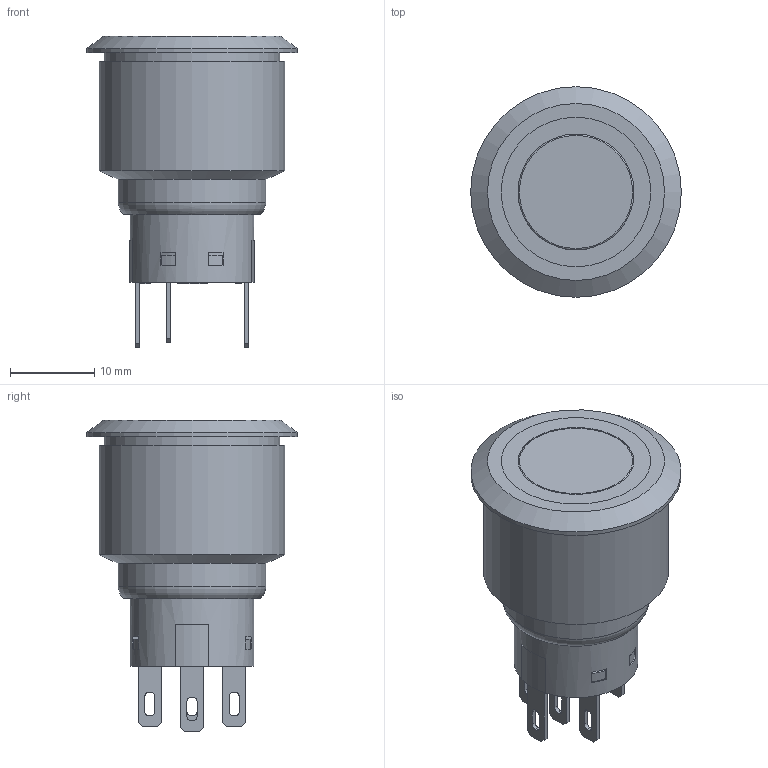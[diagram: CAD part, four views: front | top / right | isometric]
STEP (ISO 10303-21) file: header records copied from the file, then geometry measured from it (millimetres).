
FILE_DESCRIPTION((''),'2;1');
FILE_NAME('ULV7F2Bxx3xx.stp','2018-03-16T14:46:05',('mroman'),(''),'Autodesk Inventor 2012','Autodesk Inventor 2012','');
FILE_SCHEMA(('CONFIG_CONTROL_DESIGN'));
Length unit declared in the file: inch
Products named in the file (1): ULV7F2Bxx3xx
Bounding box: 25 x 25 x 37 mm (x, y, z)
Volume: 8363 mm3; surface area: 3748.6 mm2
Topology: 1 solids, 1 shells, 247 faces, 686 edges, 451 vertices
Faces by surface type: plane 162, bspline 46, cylinder 35, torus 2, cone 2
Full cylindrical faces by diameter (mm): 13.3 x1, 13.75 x1, 14.7 x1, 17.5 x1, 20.8 x1, 22 x1, 25 x1
Entity records: 8397 total; most frequent: CARTESIAN_POINT 1968, ORIENTED_EDGE 1346, DIRECTION 1106, EDGE_CURVE 673, VECTOR 460, LINE 460, VERTEX_POINT 449, AXIS2_PLACEMENT_3D 323
